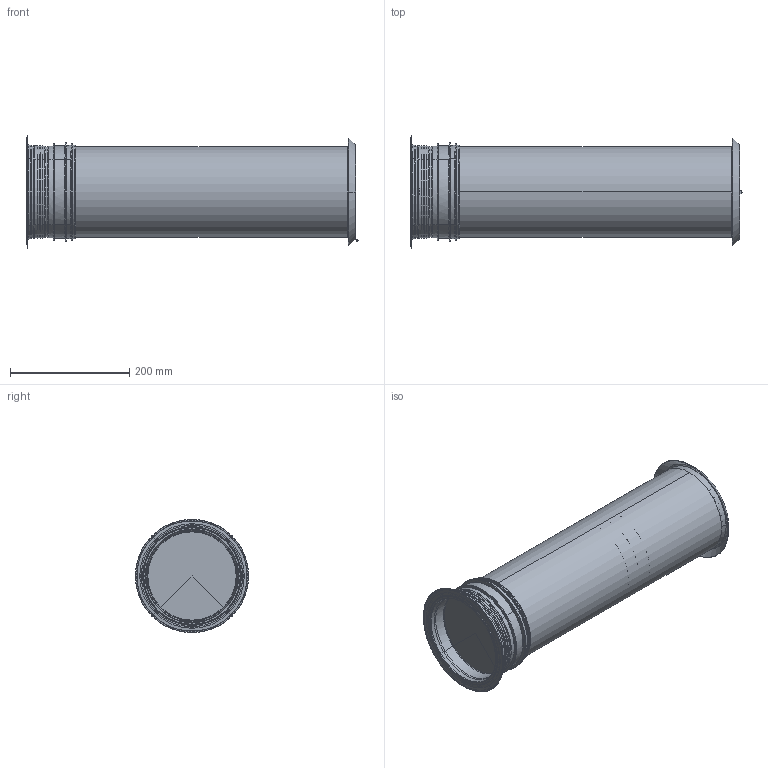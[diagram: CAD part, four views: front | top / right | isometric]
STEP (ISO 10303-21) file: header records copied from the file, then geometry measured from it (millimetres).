
FILE_DESCRIPTION(('STEP AP214'),'1');
FILE_NAME('4051064_V P-Turbo 150 Mauerkasten inkl.STP','2023-08-21T13:30:41',(' '),(' '),'Spatial InterOp 3D',' ',' ');
FILE_SCHEMA(('AUTOMOTIVE_DESIGN { 1 0 10303 214 1 1 1 1 }'));
Length unit declared in the file: millimetre
Products named in the file (9): ASSEM1; 4051064_V P-Turbo 150 Mauerkasten inkl
Assembly tree (8 placements, depth 3):
  4051064_V P-Turbo 150 Mauerkasten inkl
    (unnamed)
      ASSEM1
    (unnamed)
      ASSEM1
    (unnamed)
      ASSEM1
    (unnamed)
      ASSEM1
Bounding box: 556.58 x 189.87 x 189.87 mm (x, y, z)
Volume: 1701869.1 mm3; surface area: 941034.4 mm2
Topology: 4 solids, 4 shells, 3049 faces, 8482 edges, 5383 vertices
Faces by surface type: bspline 792, plane 773, cylinder 657, torus 314, revolution 310, cone 167, extrusion 28, sphere 8
Entity records: 155256 total; most frequent: CARTESIAN_POINT 86817, ORIENTED_EDGE 16888, DIRECTION 10087, EDGE_CURVE 8444, VERTEX_POINT 5383, B_SPLINE_CURVE_WITH_KNOTS 4818, AXIS2_PLACEMENT_3D 3857, EDGE_LOOP 3173
